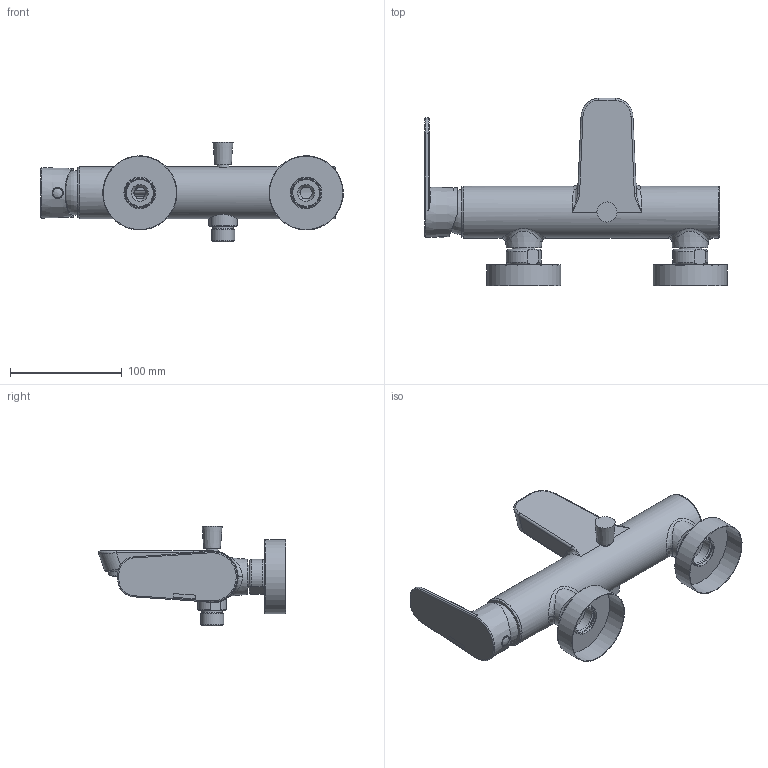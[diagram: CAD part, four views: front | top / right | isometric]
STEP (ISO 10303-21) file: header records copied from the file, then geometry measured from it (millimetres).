
FILE_DESCRIPTION (( 'STEP AP203' ), '1' );
FILE_NAME ('36CP03662.STEP', '2020-09-08T08:57:33', ( '' ), ( '' ), 'SwSTEP 2.0', 'SolidWorks 2018', '' );
FILE_SCHEMA (( 'CONFIG_CONTROL_DESIGN' ));
Products named in the file (1): 36CP03662
Bounding box: 270.9 x 167.64 x 89.1 mm (x, y, z)
Surface area: 172590.4 mm2 (no closed solid volume)
Topology: 0 solids, 14 shells, 981 faces, 2329 edges, 1396 vertices
Faces by surface type: bspline 353, cylinder 295, plane 234, cone 78, torus 20, sphere 1
Full cylindrical faces by diameter (mm): 3.3 x1, 4 x1, 5.1 x2, 6.8 x2, 8 x2, 9.5 x1, 10 x1, 10.5 x3, 11 x2, 12.6 x1, 13.5 x1, 13.6 x1, 15 x2, 16 x4, 16.1 x1, 16.5 x2, 17 x2, 18 x2, 18.5 x1, 19 x3, 19.5 x3, 20.5 x2, 20.8 x1, 21 x4, 21.3 x1, 21.5 x2, 22 x2, 22.5 x4, 23 x1, 24 x3
Entity records: 60594 total; most frequent: CARTESIAN_POINT 43089, ORIENTED_EDGE 4191, DIRECTION 2393, EDGE_CURVE 2103, VERTEX_POINT 1321, B_SPLINE_CURVE_WITH_KNOTS 1215, EDGE_LOOP 1191, FACE_OUTER_BOUND 1071
